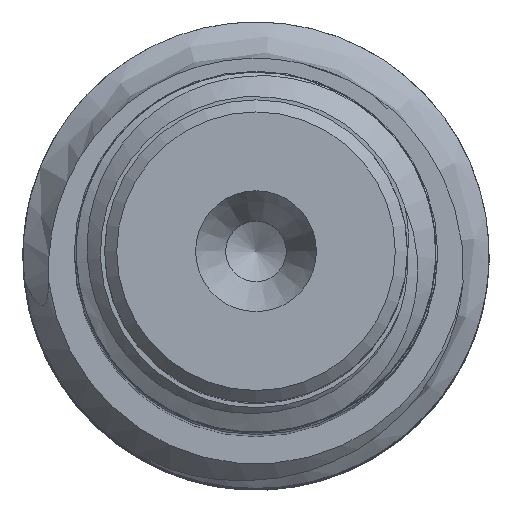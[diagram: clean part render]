
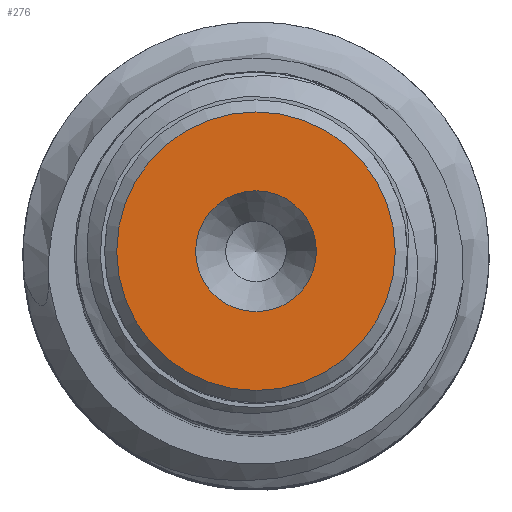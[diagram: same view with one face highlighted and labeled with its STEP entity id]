
A CAD part, top view. The second image highlights one B-rep face of the part: STEP entity #276.
In plain terms, the highlighted planar face has unit normal (0, 0, 1).
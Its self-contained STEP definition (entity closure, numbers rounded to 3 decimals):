
#66=PLANE('',#299);
#70=VERTEX_POINT('',#333);
#71=VERTEX_POINT('',#336);
#96=CIRCLE('',#298,2.3);
#97=CIRCLE('',#300,0.998);
#111=EDGE_CURVE('',#70,#70,#96,.T.);
#112=EDGE_CURVE('',#71,#71,#97,.T.);
#146=ORIENTED_EDGE('',*,*,#112,.T.);
#147=ORIENTED_EDGE('',*,*,#111,.F.);
#214=EDGE_LOOP('',(#146));
#215=EDGE_LOOP('',(#147));
#245=FACE_BOUND('',#214,.T.);
#246=FACE_BOUND('',#215,.T.);
#276=ADVANCED_FACE('',(#245,#246),#66,.T.);
#298=AXIS2_PLACEMENT_3D('',#332,#3972,#3973);
#299=AXIS2_PLACEMENT_3D('',#334,#3974,$);
#300=AXIS2_PLACEMENT_3D('',#335,#3975,#3976);
#332=CARTESIAN_POINT('',(0.,0.,0.));
#333=CARTESIAN_POINT('',(0.,2.3,0.));
#334=CARTESIAN_POINT('',(0.,1.25,0.));
#335=CARTESIAN_POINT('',(0.,0.,0.));
#336=CARTESIAN_POINT('',(-0.998,0.,0.));
#3972=DIRECTION('',(0.,0.,-1.));
#3973=DIRECTION('',(0.,-2.3,0.));
#3974=DIRECTION('',(0.,0.,1.));
#3975=DIRECTION('',(0.,0.,-1.));
#3976=DIRECTION('',(0.998,0.,0.));
